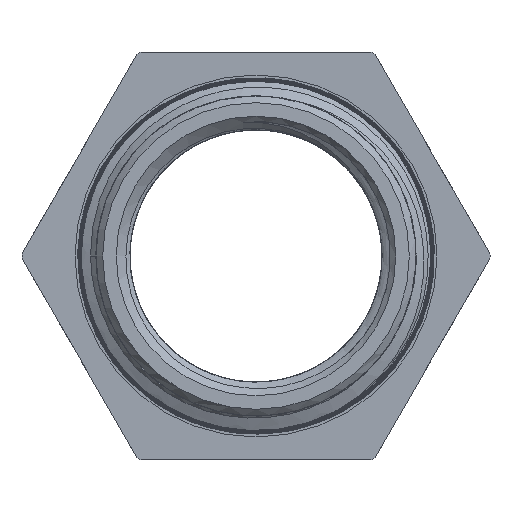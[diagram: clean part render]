
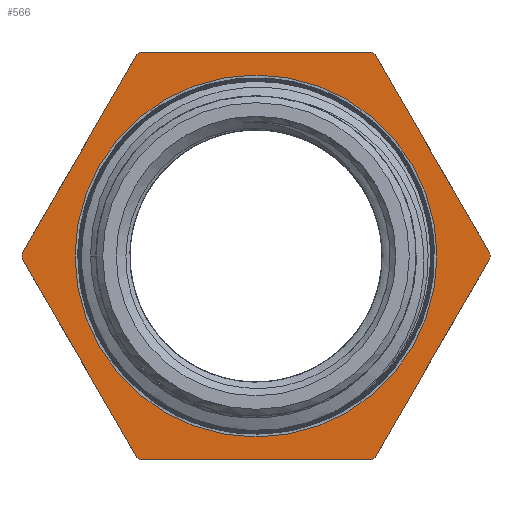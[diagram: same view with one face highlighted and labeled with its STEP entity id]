
A CAD part, left-side view. The second image highlights one B-rep face of the part: STEP entity #566.
In plain terms, the highlighted planar face has unit normal (-1, 0, 0).
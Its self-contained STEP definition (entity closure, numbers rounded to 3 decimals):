
#27=LINE('',#6949,#45);
#31=LINE('',#6974,#49);
#34=LINE('',#6989,#52);
#37=LINE('',#7004,#55);
#40=LINE('',#7019,#58);
#43=LINE('',#7034,#61);
#45=VECTOR('',#687,10.);
#49=VECTOR('',#693,10.);
#52=VECTOR('',#698,10.);
#55=VECTOR('',#703,10.);
#58=VECTOR('',#708,10.);
#61=VECTOR('',#713,10.);
#70=PLANE('',#632);
#95=FACE_BOUND('',#189,.T.);
#147=FACE_OUTER_BOUND('',#188,.T.);
#188=EDGE_LOOP('',(#490,#491,#492,#493,#494,#495,#496,#497,#498,#499,#500,
#501));
#189=EDGE_LOOP('',(#502));
#220=CIRCLE('',#623,21.58);
#221=CIRCLE('',#625,21.58);
#222=CIRCLE('',#627,21.58);
#223=CIRCLE('',#629,21.58);
#224=CIRCLE('',#631,21.58);
#225=CIRCLE('',#633,21.58);
#226=CIRCLE('',#634,16.69);
#252=VERTEX_POINT('',#6947);
#253=VERTEX_POINT('',#6948);
#260=VERTEX_POINT('',#6971);
#261=VERTEX_POINT('',#6973);
#265=VERTEX_POINT('',#6986);
#266=VERTEX_POINT('',#6988);
#270=VERTEX_POINT('',#7001);
#271=VERTEX_POINT('',#7003);
#275=VERTEX_POINT('',#7016);
#276=VERTEX_POINT('',#7018);
#280=VERTEX_POINT('',#7031);
#281=VERTEX_POINT('',#7033);
#282=VERTEX_POINT('',#7063);
#315=EDGE_CURVE('',#252,#253,#27,.T.);
#323=EDGE_CURVE('',#261,#260,#31,.T.);
#328=EDGE_CURVE('',#266,#265,#34,.T.);
#333=EDGE_CURVE('',#271,#270,#37,.T.);
#338=EDGE_CURVE('',#276,#275,#40,.T.);
#343=EDGE_CURVE('',#281,#280,#43,.T.);
#355=EDGE_CURVE('',#281,#270,#220,.T.);
#356=EDGE_CURVE('',#271,#265,#221,.T.);
#357=EDGE_CURVE('',#266,#253,#222,.T.);
#358=EDGE_CURVE('',#276,#260,#223,.T.);
#359=EDGE_CURVE('',#261,#280,#224,.T.);
#360=EDGE_CURVE('',#252,#275,#225,.T.);
#361=EDGE_CURVE('',#282,#282,#226,.T.);
#490=ORIENTED_EDGE('',*,*,#315,.T.);
#491=ORIENTED_EDGE('',*,*,#357,.F.);
#492=ORIENTED_EDGE('',*,*,#328,.T.);
#493=ORIENTED_EDGE('',*,*,#356,.F.);
#494=ORIENTED_EDGE('',*,*,#333,.T.);
#495=ORIENTED_EDGE('',*,*,#355,.F.);
#496=ORIENTED_EDGE('',*,*,#343,.T.);
#497=ORIENTED_EDGE('',*,*,#359,.F.);
#498=ORIENTED_EDGE('',*,*,#323,.T.);
#499=ORIENTED_EDGE('',*,*,#358,.F.);
#500=ORIENTED_EDGE('',*,*,#338,.T.);
#501=ORIENTED_EDGE('',*,*,#360,.F.);
#502=ORIENTED_EDGE('',*,*,#361,.T.);
#566=ADVANCED_FACE('',(#147,#95),#70,.T.);
#623=AXIS2_PLACEMENT_3D('',#7052,#747,#748);
#625=AXIS2_PLACEMENT_3D('',#7054,#751,#752);
#627=AXIS2_PLACEMENT_3D('',#7056,#755,#756);
#629=AXIS2_PLACEMENT_3D('',#7058,#759,#760);
#631=AXIS2_PLACEMENT_3D('',#7060,#763,#764);
#632=AXIS2_PLACEMENT_3D('',#7061,#765,#766);
#633=AXIS2_PLACEMENT_3D('',#7062,#767,#768);
#634=AXIS2_PLACEMENT_3D('',#7064,#769,#770);
#687=DIRECTION('',(0.,0.5,-0.866));
#693=DIRECTION('',(0.,0.5,0.866));
#698=DIRECTION('',(0.,-0.5,-0.866));
#703=DIRECTION('',(0.,-1.,0.));
#708=DIRECTION('',(0.,1.,0.));
#713=DIRECTION('',(0.,-0.5,0.866));
#747=DIRECTION('center_axis',(1.,0.,0.));
#748=DIRECTION('ref_axis',(0.,0.,-1.));
#751=DIRECTION('center_axis',(1.,0.,0.));
#752=DIRECTION('ref_axis',(0.,0.,-1.));
#755=DIRECTION('center_axis',(1.,0.,0.));
#756=DIRECTION('ref_axis',(0.,0.,-1.));
#759=DIRECTION('center_axis',(1.,0.,0.));
#760=DIRECTION('ref_axis',(0.,0.,-1.));
#763=DIRECTION('center_axis',(1.,0.,0.));
#764=DIRECTION('ref_axis',(0.,0.,-1.));
#765=DIRECTION('center_axis',(-1.,0.,0.));
#766=DIRECTION('ref_axis',(0.,0.,1.));
#767=DIRECTION('center_axis',(1.,0.,0.));
#768=DIRECTION('ref_axis',(0.,0.,-1.));
#769=DIRECTION('center_axis',(1.,0.,0.));
#770=DIRECTION('ref_axis',(0.,0.,-1.));
#6947=CARTESIAN_POINT('',(-5.04,10.984,18.576));
#6948=CARTESIAN_POINT('',(-5.04,21.579,0.224));
#6949=CARTESIAN_POINT('',(-5.04,21.628,0.14));
#6971=CARTESIAN_POINT('',(-5.04,-10.984,18.576));
#6973=CARTESIAN_POINT('',(-5.04,-21.579,0.224));
#6974=CARTESIAN_POINT('',(-5.04,-10.935,18.66));
#6986=CARTESIAN_POINT('',(-5.04,10.984,-18.576));
#6988=CARTESIAN_POINT('',(-5.04,21.579,-0.224));
#6989=CARTESIAN_POINT('',(-5.04,16.33,-9.316));
#7001=CARTESIAN_POINT('',(-5.04,-10.595,-18.8));
#7003=CARTESIAN_POINT('',(-5.04,10.595,-18.8));
#7004=CARTESIAN_POINT('',(-5.04,5.492,-18.8));
#7016=CARTESIAN_POINT('',(-5.04,10.595,18.8));
#7018=CARTESIAN_POINT('',(-5.04,-10.595,18.8));
#7019=CARTESIAN_POINT('',(-5.04,16.088,18.8));
#7031=CARTESIAN_POINT('',(-5.04,-21.579,-0.224));
#7033=CARTESIAN_POINT('',(-5.04,-10.984,-18.576));
#7034=CARTESIAN_POINT('',(-5.04,-16.233,-9.484));
#7052=CARTESIAN_POINT('Origin',(-5.04,0.,0.));
#7054=CARTESIAN_POINT('Origin',(-5.04,0.,0.));
#7056=CARTESIAN_POINT('Origin',(-5.04,0.,0.));
#7058=CARTESIAN_POINT('Origin',(-5.04,0.,0.));
#7060=CARTESIAN_POINT('Origin',(-5.04,0.,0.));
#7061=CARTESIAN_POINT('Origin',(-5.04,21.58,0.));
#7062=CARTESIAN_POINT('Origin',(-5.04,0.,0.));
#7063=CARTESIAN_POINT('',(-5.04,16.69,0.));
#7064=CARTESIAN_POINT('Origin',(-5.04,0.,0.));
